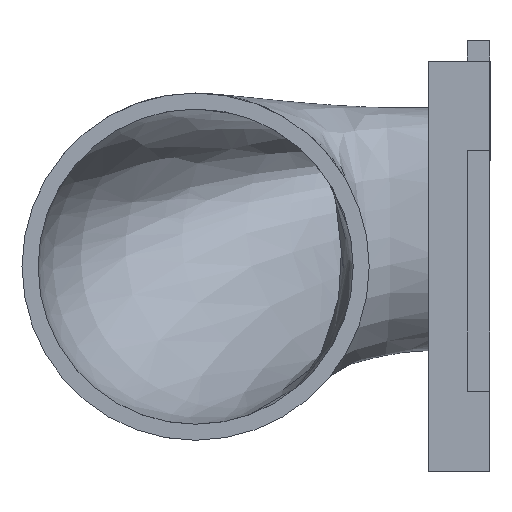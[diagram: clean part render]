
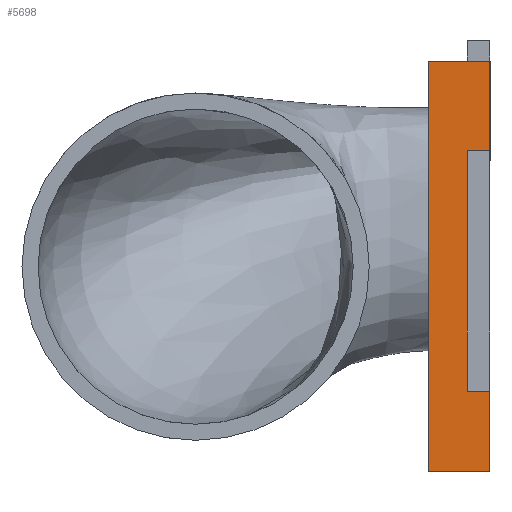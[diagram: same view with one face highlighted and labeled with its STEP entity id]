
A CAD part, front view. The second image highlights one B-rep face of the part: STEP entity #5698.
In plain terms, the highlighted planar face has unit normal (0, -1, 0).
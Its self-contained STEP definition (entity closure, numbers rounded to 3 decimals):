
#165=PLANE('',#6099);
#388=FACE_OUTER_BOUND('',#724,.T.);
#724=EDGE_LOOP('',(#4038,#4039,#4040,#4041,#4042,#4043,#4044,#4045));
#1084=LINE('',#8403,#1672);
#1088=LINE('',#8411,#1676);
#1093=LINE('',#8420,#1681);
#1099=LINE('',#8434,#1687);
#1111=LINE('',#8458,#1699);
#1112=LINE('',#8459,#1700);
#1113=LINE('',#8461,#1701);
#1114=LINE('',#8462,#1702);
#1672=VECTOR('',#6758,10.);
#1676=VECTOR('',#6764,10.);
#1681=VECTOR('',#6773,10.);
#1687=VECTOR('',#6783,10.);
#1699=VECTOR('',#6805,10.);
#1700=VECTOR('',#6806,10.);
#1701=VECTOR('',#6807,10.);
#1702=VECTOR('',#6808,10.);
#2482=VERTEX_POINT('',#8399);
#2484=VERTEX_POINT('',#8402);
#2487=VERTEX_POINT('',#8409);
#2489=VERTEX_POINT('',#8418);
#2494=VERTEX_POINT('',#8431);
#2495=VERTEX_POINT('',#8433);
#2502=VERTEX_POINT('',#8457);
#2503=VERTEX_POINT('',#8460);
#3078=EDGE_CURVE('',#2484,#2482,#1084,.T.);
#3082=EDGE_CURVE('',#2487,#2482,#1088,.T.);
#3087=EDGE_CURVE('',#2484,#2489,#1093,.T.);
#3093=EDGE_CURVE('',#2494,#2495,#1099,.T.);
#3105=EDGE_CURVE('',#2502,#2495,#1111,.T.);
#3106=EDGE_CURVE('',#2494,#2489,#1112,.T.);
#3107=EDGE_CURVE('',#2487,#2503,#1113,.T.);
#3108=EDGE_CURVE('',#2503,#2502,#1114,.T.);
#4038=ORIENTED_EDGE('',*,*,#3105,.T.);
#4039=ORIENTED_EDGE('',*,*,#3093,.F.);
#4040=ORIENTED_EDGE('',*,*,#3106,.T.);
#4041=ORIENTED_EDGE('',*,*,#3087,.F.);
#4042=ORIENTED_EDGE('',*,*,#3078,.T.);
#4043=ORIENTED_EDGE('',*,*,#3082,.F.);
#4044=ORIENTED_EDGE('',*,*,#3107,.T.);
#4045=ORIENTED_EDGE('',*,*,#3108,.T.);
#5698=ADVANCED_FACE('',(#388),#165,.F.);
#6099=AXIS2_PLACEMENT_3D('',#8456,#6803,#6804);
#6758=DIRECTION('',(0.,0.,1.));
#6764=DIRECTION('',(-1.,0.,0.));
#6773=DIRECTION('',(1.,0.,0.));
#6783=DIRECTION('',(-1.,0.,0.));
#6803=DIRECTION('center_axis',(0.,1.,0.));
#6804=DIRECTION('ref_axis',(0.,0.,-1.));
#6805=DIRECTION('',(0.,0.,-1.));
#6806=DIRECTION('',(0.,0.,1.));
#6807=DIRECTION('',(0.,0.,1.));
#6808=DIRECTION('',(-1.,0.,0.));
#8399=CARTESIAN_POINT('',(-41.8,10.028,-106.776));
#8402=CARTESIAN_POINT('',(-41.8,10.028,-151.776));
#8403=CARTESIAN_POINT('',(-41.8,10.028,-106.776));
#8409=CARTESIAN_POINT('',(-37.5,10.028,-106.776));
#8411=CARTESIAN_POINT('',(-37.5,10.028,-106.776));
#8418=CARTESIAN_POINT('',(-37.5,10.028,-151.776));
#8420=CARTESIAN_POINT('',(-37.5,10.028,-151.776));
#8431=CARTESIAN_POINT('',(-37.5,10.028,-166.776));
#8433=CARTESIAN_POINT('',(-49.,10.028,-166.776));
#8434=CARTESIAN_POINT('',(-37.5,10.028,-166.776));
#8456=CARTESIAN_POINT('Origin',(-37.5,10.028,-90.));
#8457=CARTESIAN_POINT('',(-49.,10.028,-90.));
#8458=CARTESIAN_POINT('',(-49.,10.028,-188.8));
#8459=CARTESIAN_POINT('',(-37.5,10.028,-188.8));
#8460=CARTESIAN_POINT('',(-37.5,10.028,-90.));
#8461=CARTESIAN_POINT('',(-37.5,10.028,-188.8));
#8462=CARTESIAN_POINT('',(-37.5,10.028,-90.));
